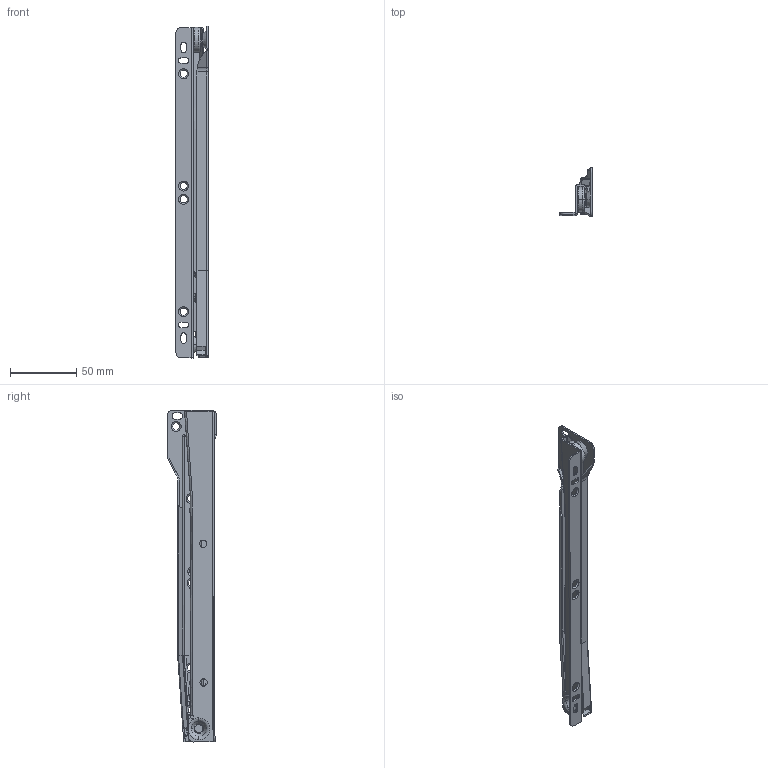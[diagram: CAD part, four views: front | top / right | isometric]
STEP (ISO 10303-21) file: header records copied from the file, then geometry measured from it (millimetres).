
FILE_DESCRIPTION (( 'STEP AP214' ), '1' );
FILE_NAME ('FR_1921.0250mm_10inch_closed_right.STEP', '2022-11-07T06:38:27', ( '' ), ( '' ), 'SwSTEP 2.0', 'SolidWorks 2020', '' );
FILE_SCHEMA (( 'AUTOMOTIVE_DESIGN' ));
Length unit declared in the file: millimetre
Products named in the file (9): 1921.XXX-03.C022 RIGHT_NL  250; 1921 CABINET ROLLER; 1921.XXX-01.C022 RIGHT_NL  250; 1921 DRAWER RIVET; FR_1921.0250mm_10inch_closed_right; 1921 CABINET RIVET; 1921 DRAWER ROLLER
Assembly tree (8 placements, depth 3):
  FR_1921.0250mm_10inch_closed_right
    1921.XXX-01.C022 RIGHT_NL  250
      1921.XXX-01.C022 RIGHT_NL  250
      1921 CABINET RIVET
      1921 CABINET ROLLER
    1921.XXX-03.C022 RIGHT_NL  250
      1921.XXX-03.C022 RIGHT_NL  250
      1921 DRAWER RIVET
      1921 DRAWER ROLLER
Bounding box: 24.3 x 37 x 251.19 mm (x, y, z)
Volume: 24694.9 mm3; surface area: 42358.1 mm2
Topology: 6 solids, 6 shells, 391 faces, 1007 edges, 628 vertices
Faces by surface type: cylinder 167, plane 131, cone 40, torus 27, bspline 22, sphere 4
Entity records: 13927 total; most frequent: CARTESIAN_POINT 4181, ORIENTED_EDGE 1986, DIRECTION 1984, EDGE_CURVE 993, AXIS2_PLACEMENT_3D 750, VERTEX_POINT 624, VECTOR 484, LINE 484
